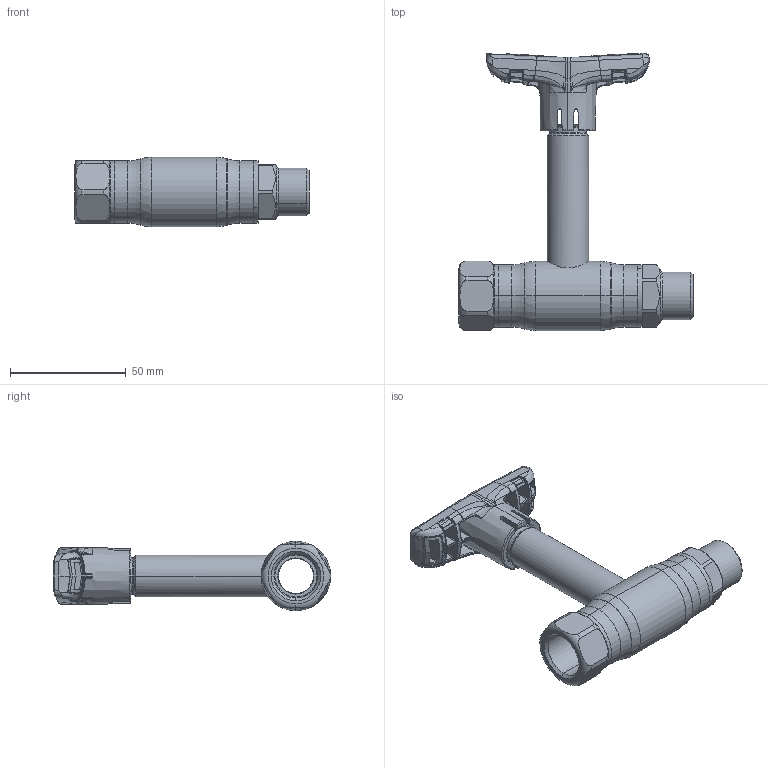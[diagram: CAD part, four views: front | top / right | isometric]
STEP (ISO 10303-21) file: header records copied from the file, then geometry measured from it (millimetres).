
FILE_DESCRIPTION (( 'STEP AP214' ), '1' );
FILE_NAME ('1015002401-1400.step', '2024-01-16T11:13:38', ( '' ), ( '' ), 'SwSTEP 2.0', 'SolidWorks 2021', '' );
FILE_SCHEMA (( 'AUTOMOTIVE_DESIGN' ));
Length unit declared in the file: millimetre
Products named in the file (1): 1015002401-1400
Bounding box: 101 x 119.69 x 30 mm (x, y, z)
Surface area: 24194.1 mm2 (no closed solid volume)
Topology: 0 solids, 6 shells, 715 faces, 2062 edges, 1278 vertices
Faces by surface type: bspline 542, plane 65, cylinder 42, torus 33, cone 23, sphere 10
Entity records: 54104 total; most frequent: CARTESIAN_POINT 32326, ORIENTED_EDGE 3633, EDGE_CURVE 2056, DIRECTION 1498, B_SPLINE_CURVE_WITH_KNOTS 1390, VERTEX_POINT 1278, EDGE_LOOP 725, UNCERTAINTY_MEASURE_WITH_UNIT 717
